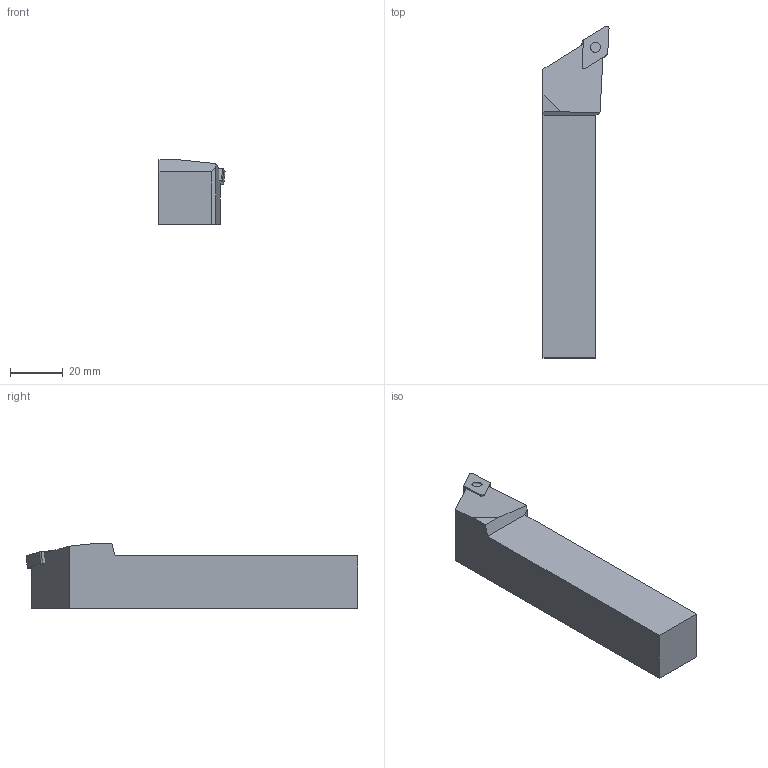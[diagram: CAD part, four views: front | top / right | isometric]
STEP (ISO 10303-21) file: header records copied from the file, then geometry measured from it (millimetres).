
FILE_DESCRIPTION(/* description */ (''),/* implementation_level */ '2;1');
FILE_NAME(/* name */ 'PDJNL2020K11_SIM.stp',/* time_stamp */ '2022-08-30T08:33:09+02:00',/* author */ (''),/* organization */ (''),/* preprocessor_version */ 'ST-DEVELOPER v16.7',/* originating_system */ 'SIEMENS PLM Software NX 12.0',/* authorisation */ '');
FILE_SCHEMA (('AUTOMOTIVE_DESIGN { 1 0 10303 214 3 1 1 1 }'));
Length unit declared in the file: millimetre
Products named in the file (1): krab19D8FFF0f0b8
Bounding box: 25.09 x 126.15 x 24.7 mm (x, y, z)
Volume: 49883.6 mm3; surface area: 11138.3 mm2
Topology: 2 solids, 2 shells, 23 faces, 56 edges, 37 vertices
Faces by surface type: plane 18, cylinder 5
Full cylindrical faces by diameter (mm): 3.81 x1
Entity records: 709 total; most frequent: CARTESIAN_POINT 116, DIRECTION 113, ORIENTED_EDGE 110, EDGE_CURVE 55, LINE 45, VECTOR 45, VERTEX_POINT 37, AXIS2_PLACEMENT_3D 34
